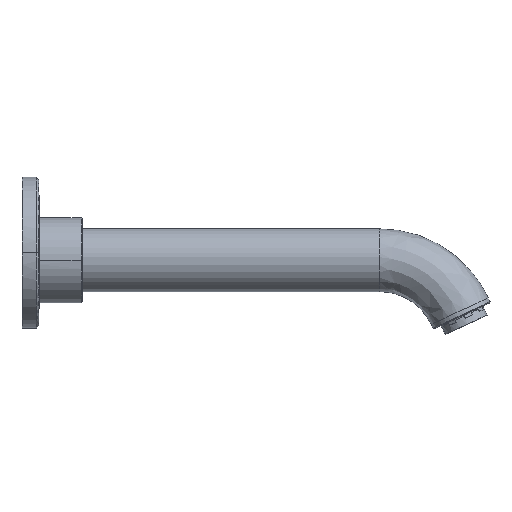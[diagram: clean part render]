
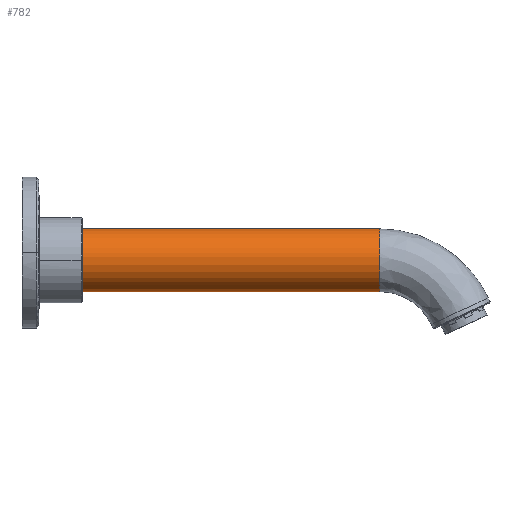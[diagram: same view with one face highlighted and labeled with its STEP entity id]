
A CAD part, left-side view. The second image highlights one B-rep face of the part: STEP entity #782.
In plain terms, the highlighted cylindrical face has radius 12.5 mm (diameter 25 mm), a partial arc.
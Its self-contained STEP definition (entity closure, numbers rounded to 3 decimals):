
#782=ADVANCED_FACE('',(#2632),#33940,.T.);
#2632=FACE_OUTER_BOUND('',#4510,.T.);
#4510=EDGE_LOOP('',(#7816,#7817,#7818,#7819));
#7816=ORIENTED_EDGE('',*,*,#18256,.F.);
#7817=ORIENTED_EDGE('',*,*,#18262,.F.);
#7818=ORIENTED_EDGE('',*,*,#18258,.F.);
#7819=ORIENTED_EDGE('',*,*,#18260,.T.);
#18256=EDGE_CURVE('',#29087,#29105,#23475,.T.);
#18258=EDGE_CURVE('',#29106,#29088,#23476,.T.);
#18260=EDGE_CURVE('',#29106,#29105,#28315,.T.);
#18262=EDGE_CURVE('',#29088,#29087,#28317,.T.);
#23475=B_SPLINE_CURVE_WITH_KNOTS('',1,(#49964,#49965),.UNSPECIFIED.,.F.,
 .F.,(2,2),(0.,118.279),.UNSPECIFIED.);
#23476=B_SPLINE_CURVE_WITH_KNOTS('',1,(#49971,#49972),.UNSPECIFIED.,.F.,
 .F.,(2,2),(0.,118.279),.UNSPECIFIED.);
#28315=(
BOUNDED_CURVE()
B_SPLINE_CURVE(2,(#49978,#49979,#49980,#49981,#49982),.UNSPECIFIED.,.F.,
 .F.)
B_SPLINE_CURVE_WITH_KNOTS((3,2,3),(0.,19.635,39.27),
 .UNSPECIFIED.)
CURVE()
GEOMETRIC_REPRESENTATION_ITEM()
RATIONAL_B_SPLINE_CURVE((1.,0.707,1.,0.707,1.))
REPRESENTATION_ITEM('')
);
#28317=(
BOUNDED_CURVE()
B_SPLINE_CURVE(2,(#49988,#49989,#49990,#49991,#49992),.UNSPECIFIED.,.F.,
 .F.)
B_SPLINE_CURVE_WITH_KNOTS((3,2,3),(0.,19.635,39.27),
 .UNSPECIFIED.)
CURVE()
GEOMETRIC_REPRESENTATION_ITEM()
RATIONAL_B_SPLINE_CURVE((1.,0.707,1.,0.707,1.))
REPRESENTATION_ITEM('')
);
#29087=VERTEX_POINT('',#49874);
#29088=VERTEX_POINT('',#49875);
#29105=VERTEX_POINT('',#49892);
#29106=VERTEX_POINT('',#49893);
#33940=CYLINDRICAL_SURFACE('',#34946,12.5);
#34946=AXIS2_PLACEMENT_3D('',#49705,#36596,$);
#36596=DIRECTION('',(0.,0.,-1.));
#49705=CARTESIAN_POINT('',(0.,0.,59.14));
#49874=CARTESIAN_POINT('',(0.,-12.5,118.279));
#49875=CARTESIAN_POINT('',(0.,12.5,118.279));
#49892=CARTESIAN_POINT('',(0.,-12.5,0.));
#49893=CARTESIAN_POINT('',(0.,12.5,0.));
#49964=CARTESIAN_POINT('',(0.,-12.5,118.279));
#49965=CARTESIAN_POINT('',(0.,-12.5,0.));
#49971=CARTESIAN_POINT('',(0.,12.5,0.));
#49972=CARTESIAN_POINT('',(0.,12.5,118.279));
#49978=CARTESIAN_POINT('',(0.,12.5,0.));
#49979=CARTESIAN_POINT('',(-12.5,12.5,0.));
#49980=CARTESIAN_POINT('',(-12.5,0.,0.));
#49981=CARTESIAN_POINT('',(-12.5,-12.5,0.));
#49982=CARTESIAN_POINT('',(0.,-12.5,0.));
#49988=CARTESIAN_POINT('',(0.,12.5,118.279));
#49989=CARTESIAN_POINT('',(-12.5,12.5,118.279));
#49990=CARTESIAN_POINT('',(-12.5,0.,118.279));
#49991=CARTESIAN_POINT('',(-12.5,-12.5,118.279));
#49992=CARTESIAN_POINT('',(0.,-12.5,118.279));
